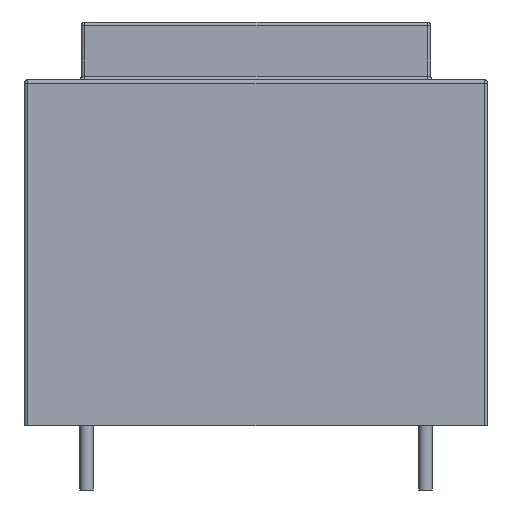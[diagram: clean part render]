
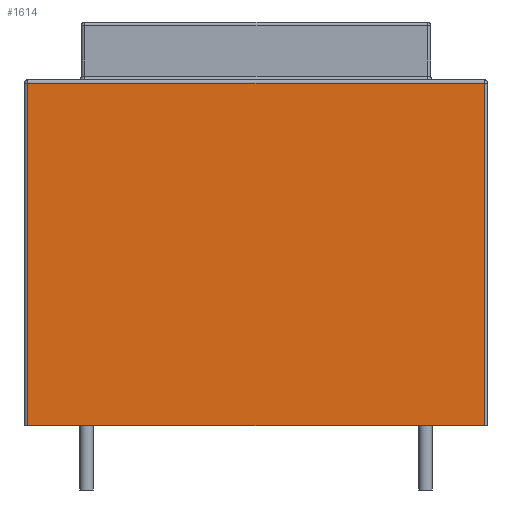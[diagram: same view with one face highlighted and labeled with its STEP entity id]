
A CAD part, front view. The second image highlights one B-rep face of the part: STEP entity #1614.
In plain terms, the highlighted planar face has unit normal (0, -1, 0).
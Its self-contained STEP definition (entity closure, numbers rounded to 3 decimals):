
#1224=CARTESIAN_POINT('',(13.45,-16.15,20.2));
#1225=VERTEX_POINT('',#1224);
#1290=CARTESIAN_POINT('',(-13.45,-16.15,20.2));
#1291=VERTEX_POINT('',#1290);
#1424=CARTESIAN_POINT('',(-13.45,-16.15,0.0));
#1425=VERTEX_POINT('',#1424);
#1433=CARTESIAN_POINT('',(-13.45,-16.15,0.0));
#1434=DIRECTION('',(0.0,0.0,1.0));
#1435=VECTOR('',#1434,20.2);
#1436=LINE('',#1433,#1435);
#1437=EDGE_CURVE('',#1425,#1291,#1436,.T.);
#1455=CARTESIAN_POINT('',(-13.45,-16.15,20.2));
#1456=DIRECTION('',(1.0,0.0,0.0));
#1457=VECTOR('',#1456,26.9);
#1458=LINE('',#1455,#1457);
#1459=EDGE_CURVE('',#1291,#1225,#1458,.T.);
#1520=CARTESIAN_POINT('',(13.45,-16.15,0.0));
#1521=VERTEX_POINT('',#1520);
#1538=CARTESIAN_POINT('',(13.45,-16.15,20.2));
#1539=DIRECTION('',(0.0,0.0,-1.0));
#1540=VECTOR('',#1539,20.2);
#1541=LINE('',#1538,#1540);
#1542=EDGE_CURVE('',#1225,#1521,#1541,.T.);
#1598=CARTESIAN_POINT('',(13.65,-16.15,0.0));
#1599=DIRECTION('',(0.0,-1.0,0.0));
#1600=DIRECTION('',(0.0,0.0,-1.0));
#1601=AXIS2_PLACEMENT_3D('',#1598,#1599,#1600);
#1602=PLANE('',#1601);
#1603=ORIENTED_EDGE('',*,*,#1437,.F.);
#1604=CARTESIAN_POINT('',(-13.45,-16.15,0.0));
#1605=DIRECTION('',(1.0,0.0,0.0));
#1606=VECTOR('',#1605,26.9);
#1607=LINE('',#1604,#1606);
#1608=EDGE_CURVE('',#1425,#1521,#1607,.T.);
#1609=ORIENTED_EDGE('',*,*,#1608,.T.);
#1610=ORIENTED_EDGE('',*,*,#1542,.F.);
#1611=ORIENTED_EDGE('',*,*,#1459,.F.);
#1612=EDGE_LOOP('',(#1603,#1609,#1610,#1611));
#1613=FACE_OUTER_BOUND('',#1612,.T.);
#1614=ADVANCED_FACE('',(#1613),#1602,.T.);
